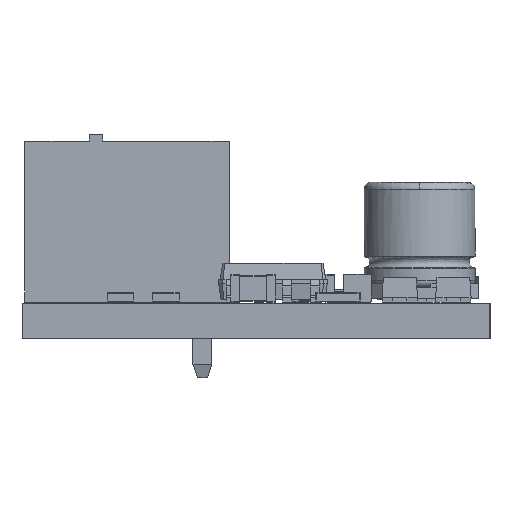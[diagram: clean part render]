
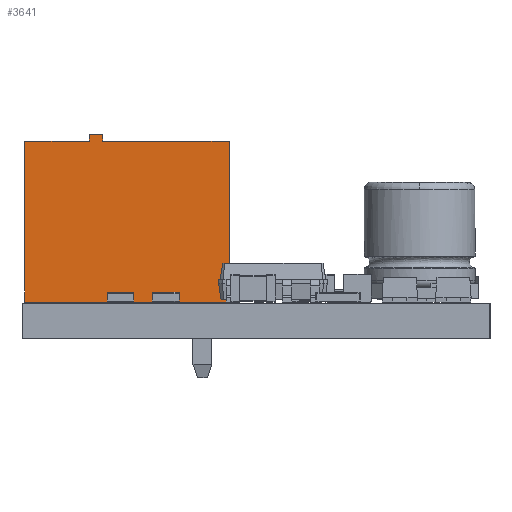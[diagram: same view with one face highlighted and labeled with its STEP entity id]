
A CAD part, left-side view. The second image highlights one B-rep face of the part: STEP entity #3641.
In plain terms, the highlighted face is planar.
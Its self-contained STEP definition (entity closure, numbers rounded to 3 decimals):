
#2021 = PLANE('',#2022);
#2022 = AXIS2_PLACEMENT_3D('',#2023,#2024,#2025);
#2023 = CARTESIAN_POINT('',(6.41,1.2,7.25));
#2024 = DIRECTION('',(0.,0.,-1.));
#2025 = DIRECTION('',(-1.,-0.,0.));
#2049 = PLANE('',#2050);
#2050 = AXIS2_PLACEMENT_3D('',#2051,#2052,#2053);
#2051 = CARTESIAN_POINT('',(1.905,1.2,3.625));
#2052 = DIRECTION('',(0.,-1.,0.));
#2053 = DIRECTION('',(1.,0.,0.));
#2077 = PLANE('',#2078);
#2078 = AXIS2_PLACEMENT_3D('',#2079,#2080,#2081);
#2079 = CARTESIAN_POINT('',(-2.6,1.2,0.));
#2080 = DIRECTION('',(0.,0.,1.));
#2081 = DIRECTION('',(1.,0.,-0.));
#2105 = PLANE('',#2106);
#2106 = AXIS2_PLACEMENT_3D('',#2107,#2108,#2109);
#2107 = CARTESIAN_POINT('',(1.905,-8.,3.625));
#2108 = DIRECTION('',(0.,-1.,0.));
#2109 = DIRECTION('',(1.,0.,0.));
#2133 = PLANE('',#2134);
#2134 = AXIS2_PLACEMENT_3D('',#2135,#2136,#2137);
#2135 = CARTESIAN_POINT('',(6.41,1.2,7.25));
#2136 = DIRECTION('',(0.,0.,-1.));
#2137 = DIRECTION('',(-1.,-0.,0.));
#2161 = PLANE('',#2162);
#2162 = AXIS2_PLACEMENT_3D('',#2163,#2164,#2165);
#2163 = CARTESIAN_POINT('',(-2.6,-5.1,7.55));
#2164 = DIRECTION('',(0.,1.,0.));
#2165 = DIRECTION('',(0.,0.,-1.));
#2189 = PLANE('',#2190);
#2190 = AXIS2_PLACEMENT_3D('',#2191,#2192,#2193);
#2191 = CARTESIAN_POINT('',(-2.6,-4.5,7.55));
#2192 = DIRECTION('',(0.,0.,-1.));
#2193 = DIRECTION('',(0.,-1.,0.));
#2215 = PLANE('',#2216);
#2216 = AXIS2_PLACEMENT_3D('',#2217,#2218,#2219);
#2217 = CARTESIAN_POINT('',(-2.6,-4.5,7.25));
#2218 = DIRECTION('',(0.,-1.,0.));
#2219 = DIRECTION('',(0.,0.,1.));
#2231 = VERTEX_POINT('',#2232);
#2232 = CARTESIAN_POINT('',(6.41,1.2,7.25));
#2253 = EDGE_CURVE('',#2231,#2254,#2256,.T.);
#2254 = VERTEX_POINT('',#2255);
#2255 = CARTESIAN_POINT('',(6.41,-4.5,7.25));
#2256 = SURFACE_CURVE('',#2257,(#2261,#2268),.PCURVE_S1.);
#2257 = LINE('',#2258,#2259);
#2258 = CARTESIAN_POINT('',(6.41,1.2,7.25));
#2259 = VECTOR('',#2260,1.);
#2260 = DIRECTION('',(0.,-1.,0.));
#2261 = PCURVE('',#2021,#2262);
#2262 = DEFINITIONAL_REPRESENTATION('',(#2263),#2267);
#2263 = LINE('',#2264,#2265);
#2264 = CARTESIAN_POINT('',(0.,0.));
#2265 = VECTOR('',#2266,1.);
#2266 = DIRECTION('',(0.,-1.));
#2267 = ( GEOMETRIC_REPRESENTATION_CONTEXT(2) 
PARAMETRIC_REPRESENTATION_CONTEXT() REPRESENTATION_CONTEXT('2D SPACE',''
  ) );
#2268 = PCURVE('',#2269,#2274);
#2269 = PLANE('',#2270);
#2270 = AXIS2_PLACEMENT_3D('',#2271,#2272,#2273);
#2271 = CARTESIAN_POINT('',(6.41,-3.425,3.698));
#2272 = DIRECTION('',(1.,0.,0.));
#2273 = DIRECTION('',(0.,-1.,0.));
#2274 = DEFINITIONAL_REPRESENTATION('',(#2275),#2279);
#2275 = LINE('',#2276,#2277);
#2276 = CARTESIAN_POINT('',(-4.625,-3.552));
#2277 = VECTOR('',#2278,1.);
#2278 = DIRECTION('',(1.,0.));
#2279 = ( GEOMETRIC_REPRESENTATION_CONTEXT(2) 
PARAMETRIC_REPRESENTATION_CONTEXT() REPRESENTATION_CONTEXT('2D SPACE',''
  ) );
#2307 = VERTEX_POINT('',#2308);
#2308 = CARTESIAN_POINT('',(6.41,1.2,0.));
#2329 = EDGE_CURVE('',#2307,#2231,#2330,.T.);
#2330 = SURFACE_CURVE('',#2331,(#2335,#2342),.PCURVE_S1.);
#2331 = LINE('',#2332,#2333);
#2332 = CARTESIAN_POINT('',(6.41,1.2,0.));
#2333 = VECTOR('',#2334,1.);
#2334 = DIRECTION('',(0.,0.,1.));
#2335 = PCURVE('',#2049,#2336);
#2336 = DEFINITIONAL_REPRESENTATION('',(#2337),#2341);
#2337 = LINE('',#2338,#2339);
#2338 = CARTESIAN_POINT('',(4.505,-3.625));
#2339 = VECTOR('',#2340,1.);
#2340 = DIRECTION('',(0.,1.));
#2341 = ( GEOMETRIC_REPRESENTATION_CONTEXT(2) 
PARAMETRIC_REPRESENTATION_CONTEXT() REPRESENTATION_CONTEXT('2D SPACE',''
  ) );
#2342 = PCURVE('',#2269,#2343);
#2343 = DEFINITIONAL_REPRESENTATION('',(#2344),#2348);
#2344 = LINE('',#2345,#2346);
#2345 = CARTESIAN_POINT('',(-4.625,3.698));
#2346 = VECTOR('',#2347,1.);
#2347 = DIRECTION('',(0.,-1.));
#2348 = ( GEOMETRIC_REPRESENTATION_CONTEXT(2) 
PARAMETRIC_REPRESENTATION_CONTEXT() REPRESENTATION_CONTEXT('2D SPACE',''
  ) );
#2357 = VERTEX_POINT('',#2358);
#2358 = CARTESIAN_POINT('',(6.41,-8.,0.));
#2379 = EDGE_CURVE('',#2307,#2357,#2380,.T.);
#2380 = SURFACE_CURVE('',#2381,(#2385,#2392),.PCURVE_S1.);
#2381 = LINE('',#2382,#2383);
#2382 = CARTESIAN_POINT('',(6.41,1.2,0.));
#2383 = VECTOR('',#2384,1.);
#2384 = DIRECTION('',(0.,-1.,0.));
#2385 = PCURVE('',#2077,#2386);
#2386 = DEFINITIONAL_REPRESENTATION('',(#2387),#2391);
#2387 = LINE('',#2388,#2389);
#2388 = CARTESIAN_POINT('',(9.01,0.));
#2389 = VECTOR('',#2390,1.);
#2390 = DIRECTION('',(0.,-1.));
#2391 = ( GEOMETRIC_REPRESENTATION_CONTEXT(2) 
PARAMETRIC_REPRESENTATION_CONTEXT() REPRESENTATION_CONTEXT('2D SPACE',''
  ) );
#2392 = PCURVE('',#2269,#2393);
#2393 = DEFINITIONAL_REPRESENTATION('',(#2394),#2398);
#2394 = LINE('',#2395,#2396);
#2395 = CARTESIAN_POINT('',(-4.625,3.698));
#2396 = VECTOR('',#2397,1.);
#2397 = DIRECTION('',(1.,0.));
#2398 = ( GEOMETRIC_REPRESENTATION_CONTEXT(2) 
PARAMETRIC_REPRESENTATION_CONTEXT() REPRESENTATION_CONTEXT('2D SPACE',''
  ) );
#2633 = EDGE_CURVE('',#2357,#2634,#2636,.T.);
#2634 = VERTEX_POINT('',#2635);
#2635 = CARTESIAN_POINT('',(6.41,-8.,7.25));
#2636 = SURFACE_CURVE('',#2637,(#2641,#2648),.PCURVE_S1.);
#2637 = LINE('',#2638,#2639);
#2638 = CARTESIAN_POINT('',(6.41,-8.,0.));
#2639 = VECTOR('',#2640,1.);
#2640 = DIRECTION('',(0.,0.,1.));
#2641 = PCURVE('',#2105,#2642);
#2642 = DEFINITIONAL_REPRESENTATION('',(#2643),#2647);
#2643 = LINE('',#2644,#2645);
#2644 = CARTESIAN_POINT('',(4.505,-3.625));
#2645 = VECTOR('',#2646,1.);
#2646 = DIRECTION('',(0.,1.));
#2647 = ( GEOMETRIC_REPRESENTATION_CONTEXT(2) 
PARAMETRIC_REPRESENTATION_CONTEXT() REPRESENTATION_CONTEXT('2D SPACE',''
  ) );
#2648 = PCURVE('',#2269,#2649);
#2649 = DEFINITIONAL_REPRESENTATION('',(#2650),#2654);
#2650 = LINE('',#2651,#2652);
#2651 = CARTESIAN_POINT('',(4.575,3.698));
#2652 = VECTOR('',#2653,1.);
#2653 = DIRECTION('',(0.,-1.));
#2654 = ( GEOMETRIC_REPRESENTATION_CONTEXT(2) 
PARAMETRIC_REPRESENTATION_CONTEXT() REPRESENTATION_CONTEXT('2D SPACE',''
  ) );
#3472 = VERTEX_POINT('',#3473);
#3473 = CARTESIAN_POINT('',(6.41,-5.1,7.25));
#3494 = EDGE_CURVE('',#3472,#2634,#3495,.T.);
#3495 = SURFACE_CURVE('',#3496,(#3500,#3507),.PCURVE_S1.);
#3496 = LINE('',#3497,#3498);
#3497 = CARTESIAN_POINT('',(6.41,1.2,7.25));
#3498 = VECTOR('',#3499,1.);
#3499 = DIRECTION('',(0.,-1.,0.));
#3500 = PCURVE('',#2133,#3501);
#3501 = DEFINITIONAL_REPRESENTATION('',(#3502),#3506);
#3502 = LINE('',#3503,#3504);
#3503 = CARTESIAN_POINT('',(0.,0.));
#3504 = VECTOR('',#3505,1.);
#3505 = DIRECTION('',(0.,-1.));
#3506 = ( GEOMETRIC_REPRESENTATION_CONTEXT(2) 
PARAMETRIC_REPRESENTATION_CONTEXT() REPRESENTATION_CONTEXT('2D SPACE',''
  ) );
#3507 = PCURVE('',#2269,#3508);
#3508 = DEFINITIONAL_REPRESENTATION('',(#3509),#3513);
#3509 = LINE('',#3510,#3511);
#3510 = CARTESIAN_POINT('',(-4.625,-3.552));
#3511 = VECTOR('',#3512,1.);
#3512 = DIRECTION('',(1.,0.));
#3513 = ( GEOMETRIC_REPRESENTATION_CONTEXT(2) 
PARAMETRIC_REPRESENTATION_CONTEXT() REPRESENTATION_CONTEXT('2D SPACE',''
  ) );
#3521 = VERTEX_POINT('',#3522);
#3522 = CARTESIAN_POINT('',(6.41,-5.1,7.55));
#3543 = EDGE_CURVE('',#3521,#3472,#3544,.T.);
#3544 = SURFACE_CURVE('',#3545,(#3549,#3556),.PCURVE_S1.);
#3545 = LINE('',#3546,#3547);
#3546 = CARTESIAN_POINT('',(6.41,-5.1,7.55));
#3547 = VECTOR('',#3548,1.);
#3548 = DIRECTION('',(0.,0.,-1.));
#3549 = PCURVE('',#2161,#3550);
#3550 = DEFINITIONAL_REPRESENTATION('',(#3551),#3555);
#3551 = LINE('',#3552,#3553);
#3552 = CARTESIAN_POINT('',(0.,-9.01));
#3553 = VECTOR('',#3554,1.);
#3554 = DIRECTION('',(1.,0.));
#3555 = ( GEOMETRIC_REPRESENTATION_CONTEXT(2) 
PARAMETRIC_REPRESENTATION_CONTEXT() REPRESENTATION_CONTEXT('2D SPACE',''
  ) );
#3556 = PCURVE('',#2269,#3557);
#3557 = DEFINITIONAL_REPRESENTATION('',(#3558),#3562);
#3558 = LINE('',#3559,#3560);
#3559 = CARTESIAN_POINT('',(1.675,-3.852));
#3560 = VECTOR('',#3561,1.);
#3561 = DIRECTION('',(0.,1.));
#3562 = ( GEOMETRIC_REPRESENTATION_CONTEXT(2) 
PARAMETRIC_REPRESENTATION_CONTEXT() REPRESENTATION_CONTEXT('2D SPACE',''
  ) );
#3570 = VERTEX_POINT('',#3571);
#3571 = CARTESIAN_POINT('',(6.41,-4.5,7.55));
#3592 = EDGE_CURVE('',#3570,#3521,#3593,.T.);
#3593 = SURFACE_CURVE('',#3594,(#3598,#3605),.PCURVE_S1.);
#3594 = LINE('',#3595,#3596);
#3595 = CARTESIAN_POINT('',(6.41,-4.5,7.55));
#3596 = VECTOR('',#3597,1.);
#3597 = DIRECTION('',(0.,-1.,0.));
#3598 = PCURVE('',#2189,#3599);
#3599 = DEFINITIONAL_REPRESENTATION('',(#3600),#3604);
#3600 = LINE('',#3601,#3602);
#3601 = CARTESIAN_POINT('',(0.,-9.01));
#3602 = VECTOR('',#3603,1.);
#3603 = DIRECTION('',(1.,0.));
#3604 = ( GEOMETRIC_REPRESENTATION_CONTEXT(2) 
PARAMETRIC_REPRESENTATION_CONTEXT() REPRESENTATION_CONTEXT('2D SPACE',''
  ) );
#3605 = PCURVE('',#2269,#3606);
#3606 = DEFINITIONAL_REPRESENTATION('',(#3607),#3611);
#3607 = LINE('',#3608,#3609);
#3608 = CARTESIAN_POINT('',(1.075,-3.852));
#3609 = VECTOR('',#3610,1.);
#3610 = DIRECTION('',(1.,0.));
#3611 = ( GEOMETRIC_REPRESENTATION_CONTEXT(2) 
PARAMETRIC_REPRESENTATION_CONTEXT() REPRESENTATION_CONTEXT('2D SPACE',''
  ) );
#3619 = EDGE_CURVE('',#2254,#3570,#3620,.T.);
#3620 = SURFACE_CURVE('',#3621,(#3625,#3632),.PCURVE_S1.);
#3621 = LINE('',#3622,#3623);
#3622 = CARTESIAN_POINT('',(6.41,-4.5,7.25));
#3623 = VECTOR('',#3624,1.);
#3624 = DIRECTION('',(0.,0.,1.));
#3625 = PCURVE('',#2215,#3626);
#3626 = DEFINITIONAL_REPRESENTATION('',(#3627),#3631);
#3627 = LINE('',#3628,#3629);
#3628 = CARTESIAN_POINT('',(0.,-9.01));
#3629 = VECTOR('',#3630,1.);
#3630 = DIRECTION('',(1.,0.));
#3631 = ( GEOMETRIC_REPRESENTATION_CONTEXT(2) 
PARAMETRIC_REPRESENTATION_CONTEXT() REPRESENTATION_CONTEXT('2D SPACE',''
  ) );
#3632 = PCURVE('',#2269,#3633);
#3633 = DEFINITIONAL_REPRESENTATION('',(#3634),#3638);
#3634 = LINE('',#3635,#3636);
#3635 = CARTESIAN_POINT('',(1.075,-3.552));
#3636 = VECTOR('',#3637,1.);
#3637 = DIRECTION('',(0.,-1.));
#3638 = ( GEOMETRIC_REPRESENTATION_CONTEXT(2) 
PARAMETRIC_REPRESENTATION_CONTEXT() REPRESENTATION_CONTEXT('2D SPACE',''
  ) );
#3641 = ADVANCED_FACE('',(#3642),#2269,.T.);
#3642 = FACE_BOUND('',#3643,.T.);
#3643 = EDGE_LOOP('',(#3644,#3645,#3646,#3647,#3648,#3649,#3650,#3651));
#3644 = ORIENTED_EDGE('',*,*,#2379,.F.);
#3645 = ORIENTED_EDGE('',*,*,#2329,.T.);
#3646 = ORIENTED_EDGE('',*,*,#2253,.T.);
#3647 = ORIENTED_EDGE('',*,*,#3619,.T.);
#3648 = ORIENTED_EDGE('',*,*,#3592,.T.);
#3649 = ORIENTED_EDGE('',*,*,#3543,.T.);
#3650 = ORIENTED_EDGE('',*,*,#3494,.T.);
#3651 = ORIENTED_EDGE('',*,*,#2633,.F.);
